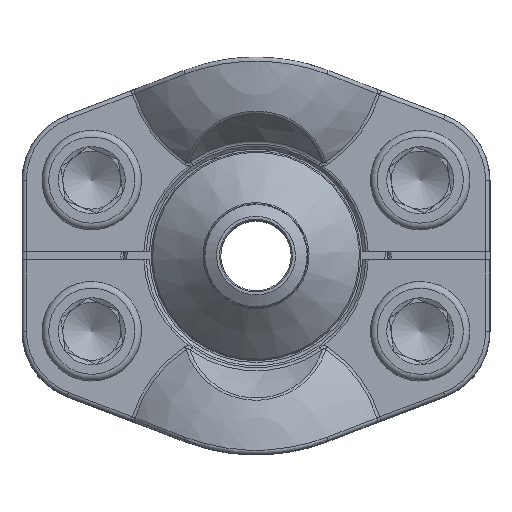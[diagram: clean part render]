
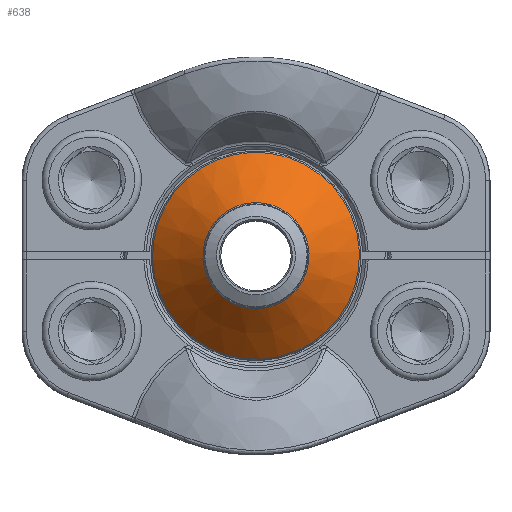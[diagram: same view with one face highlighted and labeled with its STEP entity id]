
A CAD part, top view. The second image highlights one B-rep face of the part: STEP entity #638.
In plain terms, the highlighted conical face has half-angle 46.848 degrees and reference radius 25.3 mm.
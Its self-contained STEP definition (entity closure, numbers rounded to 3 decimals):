
#284=CONICAL_SURFACE('',#3557,25.3,46.848);
#638=ADVANCED_FACE('',(#1156,#1157),#284,.T.);
#1156=FACE_BOUND('',#1386,.T.);
#1157=FACE_BOUND('',#1387,.T.);
#1386=EDGE_LOOP('',(#1895));
#1387=EDGE_LOOP('',(#1896));
#1895=ORIENTED_EDGE('',*,*,#2891,.T.);
#1896=ORIENTED_EDGE('',*,*,#2892,.T.);
#2563=VERTEX_POINT('',#5579);
#2564=VERTEX_POINT('',#5581);
#2891=EDGE_CURVE('',#2563,#2563,#3254,.T.);
#2892=EDGE_CURVE('',#2564,#2564,#3255,.T.);
#3254=CIRCLE('',#3555,12.816);
#3255=CIRCLE('',#3556,24.984);
#3555=AXIS2_PLACEMENT_3D('',#5578,#4193,#4194);
#3556=AXIS2_PLACEMENT_3D('',#5580,#4195,#4196);
#3557=AXIS2_PLACEMENT_3D('',#5582,#4197,#4198);
#4193=DIRECTION('',(-1.,0.,0.));
#4194=DIRECTION('',(0.,0.,1.));
#4195=DIRECTION('',(1.,0.,0.));
#4196=DIRECTION('',(0.,0.,-1.));
#4197=DIRECTION('',(-1.,0.,0.));
#4198=DIRECTION('',(0.,0.,1.));
#5578=CARTESIAN_POINT('',(42.704,0.,0.));
#5579=CARTESIAN_POINT('',(42.704,0.,12.816));
#5580=CARTESIAN_POINT('',(31.296,0.,0.));
#5581=CARTESIAN_POINT('',(31.296,0.,-24.984));
#5582=CARTESIAN_POINT('',(31.,0.,0.));
